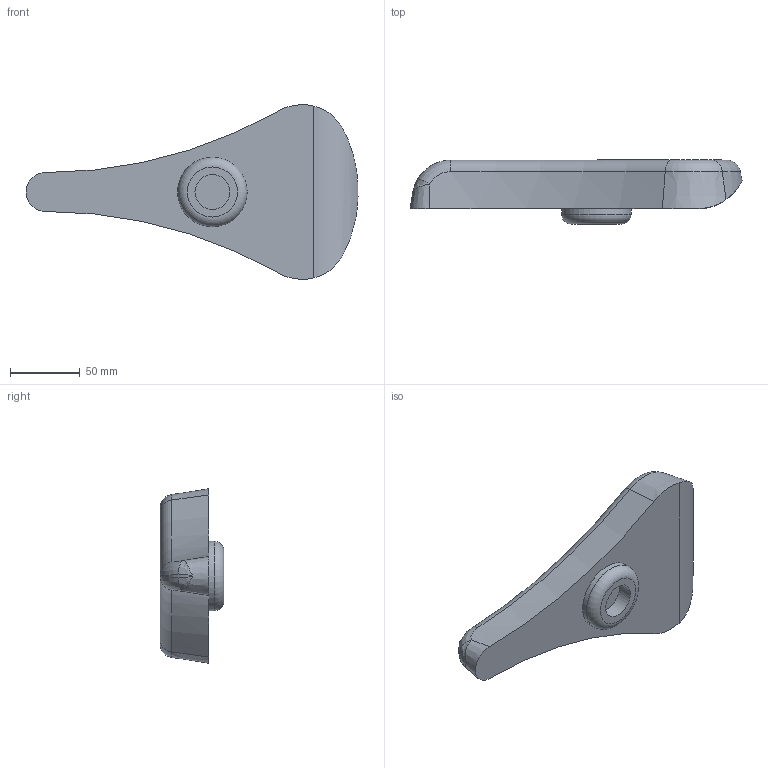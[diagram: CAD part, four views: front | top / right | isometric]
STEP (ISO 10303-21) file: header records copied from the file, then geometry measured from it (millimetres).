
FILE_DESCRIPTION( ( '' ), ' ' );
FILE_NAME( '5bf589c3e9f55215d71b02f9.step', '2018-11-21T16:37:25', ( '' ), ( '' ), ' ', ' ', ' ' );
FILE_SCHEMA( ( 'AUTOMOTIVE_DESIGN { 1 0 10303 214 1 1 1 1 }' ) );
Length unit declared in the file: metre
Products named in the file (1): Part3
Bounding box: 238.73 x 46 x 125.49 mm (x, y, z)
Volume: 501238.1 mm3; surface area: 48644.7 mm2
Topology: 1 solids, 1 shells, 24 faces, 52 edges, 30 vertices
Faces by surface type: torus 6, cone 6, cylinder 4, bspline 4, plane 4
Full cylindrical faces by diameter (mm): 25 x1, 50 x1
Entity records: 1945 total; most frequent: CARTESIAN_POINT 1250, DIRECTION 106, ORIENTED_EDGE 94, AXIS2_PLACEMENT_3D 49, EDGE_CURVE 47, VERTEX_POINT 30, EDGE_LOOP 29, CIRCLE 28
